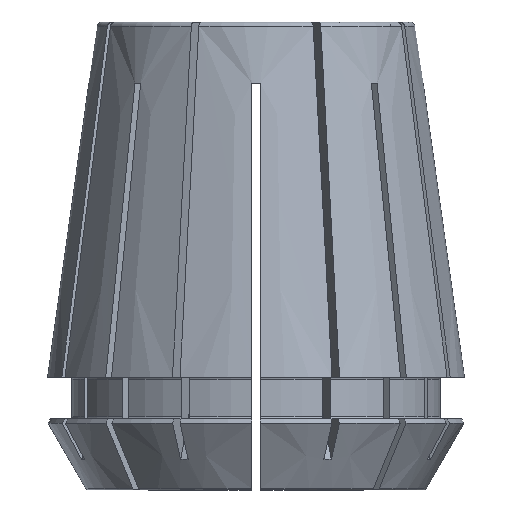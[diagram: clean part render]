
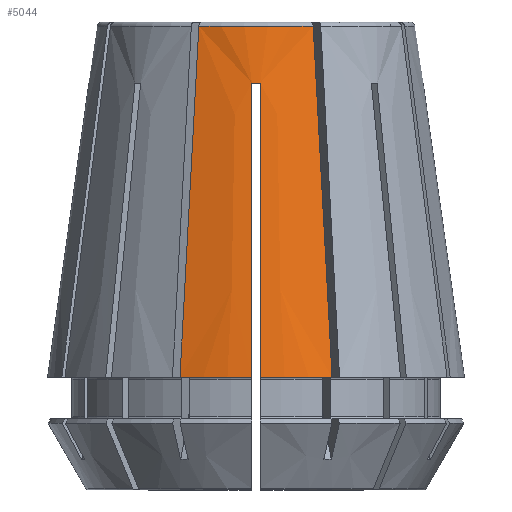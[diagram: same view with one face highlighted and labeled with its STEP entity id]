
A CAD part, left-side view. The second image highlights one B-rep face of the part: STEP entity #5044.
In plain terms, the highlighted conical face has half-angle 8 degrees and reference radius 20.5 mm.
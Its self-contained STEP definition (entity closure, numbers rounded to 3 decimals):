
#814=CONICAL_SURFACE('',#5502,20.5,0.14);
#933=CIRCLE('',#5345,16.438);
#979=CIRCLE('',#5433,15.656);
#1016=CIRCLE('',#5501,20.5);
#1017=CIRCLE('',#5503,20.5);
#1783=ORIENTED_EDGE('',*,*,#2951,.F.);
#1784=ORIENTED_EDGE('',*,*,#3250,.T.);
#1785=ORIENTED_EDGE('',*,*,#3251,.F.);
#1786=ORIENTED_EDGE('',*,*,#2976,.F.);
#1787=ORIENTED_EDGE('',*,*,#2963,.T.);
#1788=ORIENTED_EDGE('',*,*,#3252,.T.);
#1789=ORIENTED_EDGE('',*,*,#3253,.T.);
#1790=ORIENTED_EDGE('',*,*,#3172,.F.);
#2951=EDGE_CURVE('',#3736,#3737,#4142,.T.);
#2963=EDGE_CURVE('',#3747,#3748,#4146,.T.);
#2976=EDGE_CURVE('',#3747,#3757,#933,.T.);
#3172=EDGE_CURVE('',#3737,#3910,#979,.T.);
#3250=EDGE_CURVE('',#3736,#3952,#1016,.T.);
#3251=EDGE_CURVE('',#3757,#3952,#4222,.T.);
#3252=EDGE_CURVE('',#3748,#3953,#1017,.T.);
#3253=EDGE_CURVE('',#3953,#3910,#4223,.T.);
#3736=VERTEX_POINT('',#7815);
#3737=VERTEX_POINT('',#7820);
#3747=VERTEX_POINT('',#7860);
#3748=VERTEX_POINT('',#7861);
#3757=VERTEX_POINT('',#7894);
#3910=VERTEX_POINT('',#8448);
#3952=VERTEX_POINT('',#8661);
#3953=VERTEX_POINT('',#8672);
#4142=B_SPLINE_CURVE_WITH_KNOTS('',3,(#7816,#7817,#7818,#7819),
 .UNSPECIFIED.,.F.,.F.,(4,4),(0.,0.035),
 .UNSPECIFIED.);
#4146=B_SPLINE_CURVE_WITH_KNOTS('',3,(#7853,#7854,#7855,#7856,#7857,#7858,
#7859),.UNSPECIFIED.,.F.,.F.,(4,3,4),(0.026,0.03,
0.056),.UNSPECIFIED.);
#4222=B_SPLINE_CURVE_WITH_KNOTS('',3,(#8664,#8665,#8666,#8667,#8668,#8669,
#8670),.UNSPECIFIED.,.F.,.F.,(4,3,4),(0.026,0.03,
0.056),.UNSPECIFIED.);
#4223=B_SPLINE_CURVE_WITH_KNOTS('',3,(#8673,#8674,#8675,#8676),
 .UNSPECIFIED.,.F.,.F.,(4,4),(0.,0.035),
 .UNSPECIFIED.);
#4428=EDGE_LOOP('',(#1783,#1784,#1785,#1786,#1787,#1788,#1789,#1790));
#4700=FACE_BOUND('',#4428,.T.);
#5044=ADVANCED_FACE('',(#4700),#814,.T.);
#5345=AXIS2_PLACEMENT_3D('',#7893,#6116,#6117);
#5433=AXIS2_PLACEMENT_3D('',#8447,#6391,#6392);
#5501=AXIS2_PLACEMENT_3D('',#8662,#6547,#6548);
#5502=AXIS2_PLACEMENT_3D('',#8663,#6549,#6550);
#5503=AXIS2_PLACEMENT_3D('',#8671,#6551,#6552);
#6116=DIRECTION('',(0.,0.,-1.));
#6117=DIRECTION('',(-1.,0.,0.));
#6391=DIRECTION('',(0.,0.,1.));
#6392=DIRECTION('',(1.,0.,0.));
#6547=DIRECTION('',(0.,0.,1.));
#6548=DIRECTION('',(1.,0.,0.));
#6549=DIRECTION('',(0.,0.,-1.));
#6550=DIRECTION('',(-1.,0.,0.));
#6551=DIRECTION('',(0.,0.,1.));
#6552=DIRECTION('',(1.,0.,0.));
#7815=CARTESIAN_POINT('',(-19.089,7.474,11.3));
#7816=CARTESIAN_POINT('',(-19.089,7.474,11.3));
#7817=CARTESIAN_POINT('',(-17.597,6.856,22.79));
#7818=CARTESIAN_POINT('',(-16.105,6.238,34.28));
#7819=CARTESIAN_POINT('',(-14.612,5.62,45.77));
#7820=CARTESIAN_POINT('',(-14.612,5.62,45.77));
#7853=CARTESIAN_POINT('',(-16.434,-0.4,40.2));
#7854=CARTESIAN_POINT('',(-16.589,-0.4,39.091));
#7855=CARTESIAN_POINT('',(-16.745,-0.4,37.982));
#7856=CARTESIAN_POINT('',(-16.901,-0.4,36.872));
#7857=CARTESIAN_POINT('',(-18.1,-0.4,28.348));
#7858=CARTESIAN_POINT('',(-19.298,-0.4,19.824));
#7859=CARTESIAN_POINT('',(-20.496,-0.4,11.3));
#7860=CARTESIAN_POINT('',(-16.434,-0.4,40.2));
#7861=CARTESIAN_POINT('',(-20.496,-0.4,11.3));
#7893=CARTESIAN_POINT('',(0.,0.,40.2));
#7894=CARTESIAN_POINT('',(-16.434,0.4,40.2));
#8447=CARTESIAN_POINT('',(0.,0.,45.77));
#8448=CARTESIAN_POINT('',(-14.612,-5.62,45.77));
#8661=CARTESIAN_POINT('',(-20.496,0.4,11.3));
#8662=CARTESIAN_POINT('',(0.,0.,11.3));
#8663=CARTESIAN_POINT('',(0.,0.,11.3));
#8664=CARTESIAN_POINT('',(-16.434,0.4,40.2));
#8665=CARTESIAN_POINT('',(-16.589,0.4,39.091));
#8666=CARTESIAN_POINT('',(-16.745,0.4,37.982));
#8667=CARTESIAN_POINT('',(-16.901,0.4,36.872));
#8668=CARTESIAN_POINT('',(-18.1,0.4,28.348));
#8669=CARTESIAN_POINT('',(-19.298,0.4,19.824));
#8670=CARTESIAN_POINT('',(-20.496,0.4,11.3));
#8671=CARTESIAN_POINT('',(0.,0.,11.3));
#8672=CARTESIAN_POINT('',(-19.089,-7.474,11.3));
#8673=CARTESIAN_POINT('',(-19.089,-7.474,11.3));
#8674=CARTESIAN_POINT('',(-17.597,-6.856,22.79));
#8675=CARTESIAN_POINT('',(-16.105,-6.238,34.28));
#8676=CARTESIAN_POINT('',(-14.612,-5.62,45.77));
